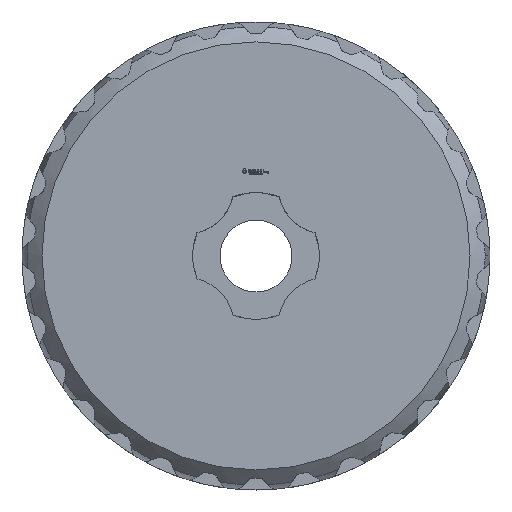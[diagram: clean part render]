
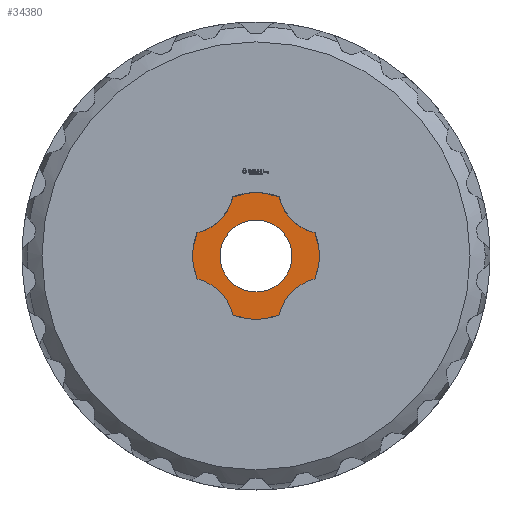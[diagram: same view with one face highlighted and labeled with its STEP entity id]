
A CAD part, top view. The second image highlights one B-rep face of the part: STEP entity #34380.
In plain terms, the highlighted planar face has unit normal (0, 0, 1).
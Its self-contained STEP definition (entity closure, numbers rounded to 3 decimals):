
#23992 = EDGE_CURVE('',#23993,#23995,#23997,.T.);
#23993 = VERTEX_POINT('',#23994);
#23994 = CARTESIAN_POINT('',(2.31,5.915,3.125));
#23995 = VERTEX_POINT('',#23996);
#23996 = CARTESIAN_POINT('',(-2.31,5.915,3.125));
#23997 = CIRCLE('',#23998,6.35);
#23998 = AXIS2_PLACEMENT_3D('',#23999,#24000,#24001);
#23999 = CARTESIAN_POINT('',(0.,0.,3.125));
#24000 = DIRECTION('',(0.,0.,1.));
#24001 = DIRECTION('',(1.,0.,0.));
#24081 = EDGE_CURVE('',#24082,#23995,#24084,.T.);
#24082 = VERTEX_POINT('',#24083);
#24083 = CARTESIAN_POINT('',(-5.915,2.31,3.125));
#24084 = CIRCLE('',#24085,4.9);
#24085 = AXIS2_PLACEMENT_3D('',#24086,#24087,#24088);
#24086 = CARTESIAN_POINT('',(-7.071,7.071,3.125));
#24087 = DIRECTION('',(0.,0.,1.));
#24088 = DIRECTION('',(1.,0.,0.));
#24106 = EDGE_CURVE('',#23993,#24107,#24109,.T.);
#24107 = VERTEX_POINT('',#24108);
#24108 = CARTESIAN_POINT('',(5.915,2.31,3.125));
#24109 = CIRCLE('',#24110,4.9);
#24110 = AXIS2_PLACEMENT_3D('',#24111,#24112,#24113);
#24111 = CARTESIAN_POINT('',(7.071,7.071,3.125));
#24112 = DIRECTION('',(0.,0.,1.));
#24113 = DIRECTION('',(1.,0.,0.));
#24131 = EDGE_CURVE('',#24082,#24132,#24134,.T.);
#24132 = VERTEX_POINT('',#24133);
#24133 = CARTESIAN_POINT('',(-5.915,-2.31,3.125));
#24134 = CIRCLE('',#24135,6.35);
#24135 = AXIS2_PLACEMENT_3D('',#24136,#24137,#24138);
#24136 = CARTESIAN_POINT('',(0.,0.,3.125));
#24137 = DIRECTION('',(0.,0.,1.));
#24138 = DIRECTION('',(1.,0.,0.));
#24228 = EDGE_CURVE('',#24229,#24107,#24231,.T.);
#24229 = VERTEX_POINT('',#24230);
#24230 = CARTESIAN_POINT('',(5.915,-2.31,3.125));
#24231 = CIRCLE('',#24232,6.35);
#24232 = AXIS2_PLACEMENT_3D('',#24233,#24234,#24235);
#24233 = CARTESIAN_POINT('',(0.,0.,3.125));
#24234 = DIRECTION('',(0.,0.,1.));
#24235 = DIRECTION('',(1.,0.,0.));
#24324 = EDGE_CURVE('',#24325,#24132,#24327,.T.);
#24325 = VERTEX_POINT('',#24326);
#24326 = CARTESIAN_POINT('',(-2.31,-5.915,3.125));
#24327 = CIRCLE('',#24328,4.9);
#24328 = AXIS2_PLACEMENT_3D('',#24329,#24330,#24331);
#24329 = CARTESIAN_POINT('',(-7.071,-7.071,3.125));
#24330 = DIRECTION('',(0.,0.,1.));
#24331 = DIRECTION('',(1.,0.,0.));
#24349 = EDGE_CURVE('',#24229,#24350,#24352,.T.);
#24350 = VERTEX_POINT('',#24351);
#24351 = CARTESIAN_POINT('',(2.31,-5.915,3.125));
#24352 = CIRCLE('',#24353,4.9);
#24353 = AXIS2_PLACEMENT_3D('',#24354,#24355,#24356);
#24354 = CARTESIAN_POINT('',(7.071,-7.071,3.125));
#24355 = DIRECTION('',(0.,0.,1.));
#24356 = DIRECTION('',(1.,0.,0.));
#24374 = EDGE_CURVE('',#24325,#24350,#24375,.T.);
#24375 = CIRCLE('',#24376,6.35);
#24376 = AXIS2_PLACEMENT_3D('',#24377,#24378,#24379);
#24377 = CARTESIAN_POINT('',(0.,0.,3.125));
#24378 = DIRECTION('',(0.,0.,1.));
#24379 = DIRECTION('',(1.,0.,0.));
#34380 = ADVANCED_FACE('',(#34381,#34391),#34402,.T.);
#34381 = FACE_BOUND('',#34382,.T.);
#34382 = EDGE_LOOP('',(#34383,#34384,#34385,#34386,#34387,#34388,#34389,
    #34390));
#34383 = ORIENTED_EDGE('',*,*,#23992,.T.);
#34384 = ORIENTED_EDGE('',*,*,#24081,.F.);
#34385 = ORIENTED_EDGE('',*,*,#24131,.T.);
#34386 = ORIENTED_EDGE('',*,*,#24324,.F.);
#34387 = ORIENTED_EDGE('',*,*,#24374,.T.);
#34388 = ORIENTED_EDGE('',*,*,#24349,.F.);
#34389 = ORIENTED_EDGE('',*,*,#24228,.T.);
#34390 = ORIENTED_EDGE('',*,*,#24106,.F.);
#34391 = FACE_BOUND('',#34392,.T.);
#34392 = EDGE_LOOP('',(#34393));
#34393 = ORIENTED_EDGE('',*,*,#34394,.F.);
#34394 = EDGE_CURVE('',#34395,#34395,#34397,.T.);
#34395 = VERTEX_POINT('',#34396);
#34396 = CARTESIAN_POINT('',(3.6,0.,3.125));
#34397 = CIRCLE('',#34398,3.6);
#34398 = AXIS2_PLACEMENT_3D('',#34399,#34400,#34401);
#34399 = CARTESIAN_POINT('',(0.,0.,3.125));
#34400 = DIRECTION('',(-0.,0.,1.));
#34401 = DIRECTION('',(1.,0.,0.));
#34402 = PLANE('',#34403);
#34403 = AXIS2_PLACEMENT_3D('',#34404,#34405,#34406);
#34404 = CARTESIAN_POINT('',(0.,0.,3.125));
#34405 = DIRECTION('',(0.,0.,1.));
#34406 = DIRECTION('',(1.,0.,0.));
